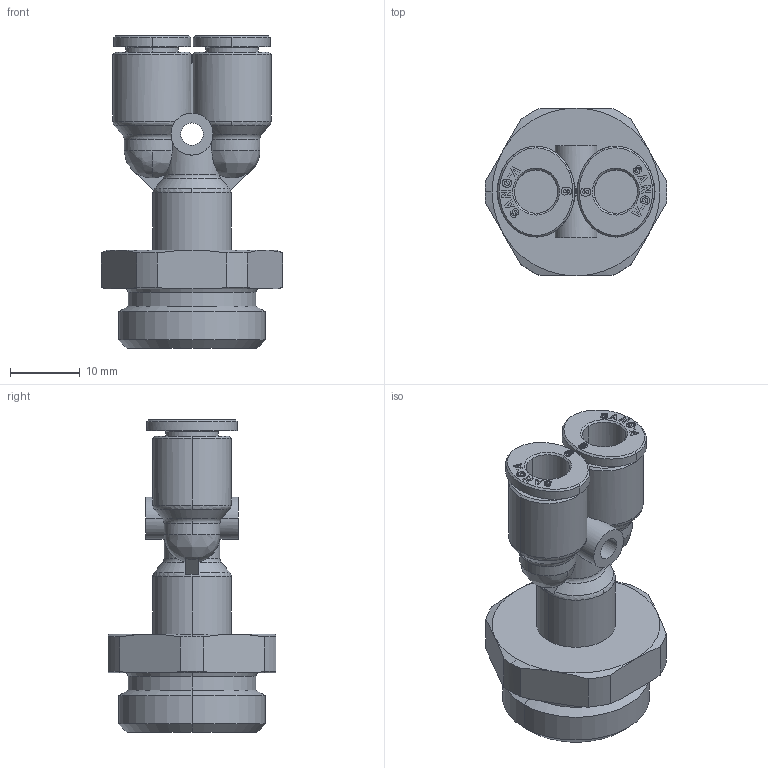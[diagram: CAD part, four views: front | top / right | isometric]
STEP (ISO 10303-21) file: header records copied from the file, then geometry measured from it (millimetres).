
FILE_DESCRIPTION (( 'STEP AP214' ), '1' );
FILE_NAME ('PWT06-G04.stp', '2015-09-24T10:29:30', ( '' ), ( '' ), 'SwSTEP 2.0', 'SolidWorks 2015', '' );
FILE_SCHEMA (( 'AUTOMOTIVE_DESIGN' ));
Length unit declared in the file: millimetre
Products named in the file (2): PWT06-G04; ｦ+ﾃｦ1
Assembly tree (1 placements, depth 2):
  PWT06-G04
    ｦ+ﾃｦ1
Bounding box: 26 x 24 x 44.65 mm (x, y, z)
Volume: 7349.3 mm3; surface area: 5351.7 mm2
Topology: 1 solids, 1 shells, 537 faces, 1487 edges, 980 vertices
Faces by surface type: plane 357, bspline 80, cylinder 56, cone 39, torus 5
Entity records: 20909 total; most frequent: CARTESIAN_POINT 6687, ORIENTED_EDGE 2970, DIRECTION 2341, EDGE_CURVE 1485, VECTOR 1061, LINE 1061, VERTEX_POINT 980, AXIS2_PLACEMENT_3D 640
